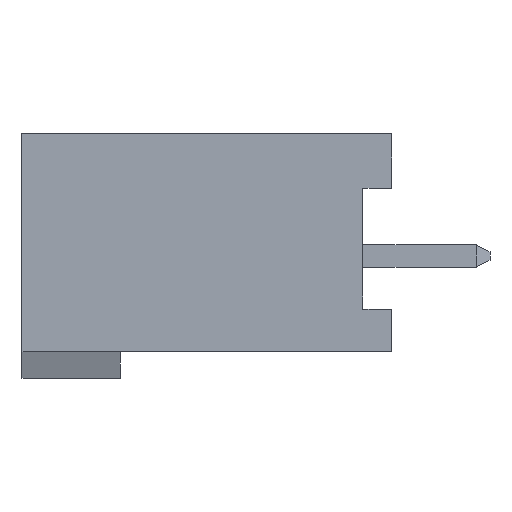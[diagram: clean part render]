
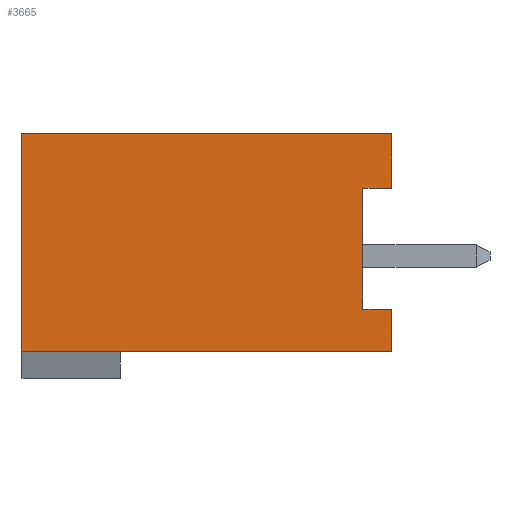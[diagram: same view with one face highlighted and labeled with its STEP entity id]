
A CAD part, left-side view. The second image highlights one B-rep face of the part: STEP entity #3665.
In plain terms, the highlighted planar face has unit normal (-1, 0, 0).
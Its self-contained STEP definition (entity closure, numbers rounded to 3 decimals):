
#845=DIRECTION('',(0.,-1.,0.));
#846=VECTOR('',#845,10.9);
#847=CARTESIAN_POINT('',(-11.835,5.45,-2.825));
#848=LINE('',#847,#846);
#849=DIRECTION('',(0.,0.,1.));
#850=VECTOR('',#849,6.43);
#851=CARTESIAN_POINT('',(-11.835,5.45,-2.825));
#852=LINE('',#851,#850);
#853=DIRECTION('',(0.,1.,0.));
#854=VECTOR('',#853,0.85);
#855=CARTESIAN_POINT('',(-11.835,-5.45,1.995));
#856=LINE('',#855,#854);
#857=DIRECTION('',(0.,0.,1.));
#858=VECTOR('',#857,3.56);
#859=CARTESIAN_POINT('',(-11.835,-4.6,-1.565));
#860=LINE('',#859,#858);
#861=DIRECTION('',(0.,1.,0.));
#862=VECTOR('',#861,0.85);
#863=CARTESIAN_POINT('',(-11.835,-5.45,-1.565));
#864=LINE('',#863,#862);
#869=DIRECTION('',(0.,-1.,0.));
#870=VECTOR('',#869,10.9);
#871=CARTESIAN_POINT('',(-11.835,5.45,3.605));
#872=LINE('',#871,#870);
#893=DIRECTION('',(0.,0.,1.));
#894=VECTOR('',#893,1.61);
#895=CARTESIAN_POINT('',(-11.835,-5.45,1.995));
#896=LINE('',#895,#894);
#913=DIRECTION('',(0.,0.,1.));
#914=VECTOR('',#913,1.26);
#915=CARTESIAN_POINT('',(-11.835,-5.45,-2.825));
#916=LINE('',#915,#914);
#1961=CARTESIAN_POINT('',(-11.835,5.45,3.605));
#1962=CARTESIAN_POINT('',(-11.835,-5.45,3.605));
#1963=VERTEX_POINT('',#1961);
#1964=VERTEX_POINT('',#1962);
#1981=CARTESIAN_POINT('',(-11.835,-5.45,-1.565));
#1982=CARTESIAN_POINT('',(-11.835,-4.6,-1.565));
#1983=VERTEX_POINT('',#1981);
#1984=VERTEX_POINT('',#1982);
#1985=CARTESIAN_POINT('',(-11.835,-4.6,1.995));
#1986=VERTEX_POINT('',#1985);
#1987=CARTESIAN_POINT('',(-11.835,-5.45,1.995));
#1988=VERTEX_POINT('',#1987);
#2071=CARTESIAN_POINT('',(-11.835,5.45,-2.825));
#2072=CARTESIAN_POINT('',(-11.835,-5.45,-2.825));
#2073=VERTEX_POINT('',#2071);
#2074=VERTEX_POINT('',#2072);
#3646=CARTESIAN_POINT('',(-11.835,5.45,-3.605));
#3647=DIRECTION('',(-1.,0.,0.));
#3648=DIRECTION('',(0.,-1.,0.));
#3649=AXIS2_PLACEMENT_3D('',#3646,#3647,#3648);
#3650=PLANE('',#3649);
#3651=ORIENTED_EDGE('',*,*,#2779,.F.);
#3652=ORIENTED_EDGE('',*,*,#2659,.T.);
#3654=ORIENTED_EDGE('',*,*,#3653,.T.);
#3656=ORIENTED_EDGE('',*,*,#3655,.F.);
#3657=ORIENTED_EDGE('',*,*,#3625,.T.);
#3658=ORIENTED_EDGE('',*,*,#3286,.F.);
#3660=ORIENTED_EDGE('',*,*,#3659,.F.);
#3662=ORIENTED_EDGE('',*,*,#3661,.F.);
#3663=EDGE_LOOP('',(#3651,#3652,#3654,#3656,#3657,#3658,#3660,#3662));
#3664=FACE_OUTER_BOUND('',#3663,.F.);
#3665=ADVANCED_FACE('',(#3664),#3650,.T.);
#2659=EDGE_CURVE('',#2073,#1963,#852,.T.);
#2779=EDGE_CURVE('',#2073,#2074,#848,.T.);
#3286=EDGE_CURVE('',#1984,#1986,#860,.T.);
#3625=EDGE_CURVE('',#1988,#1986,#856,.T.);
#3653=EDGE_CURVE('',#1963,#1964,#872,.T.);
#3655=EDGE_CURVE('',#1988,#1964,#896,.T.);
#3659=EDGE_CURVE('',#1983,#1984,#864,.T.);
#3661=EDGE_CURVE('',#2074,#1983,#916,.T.);
